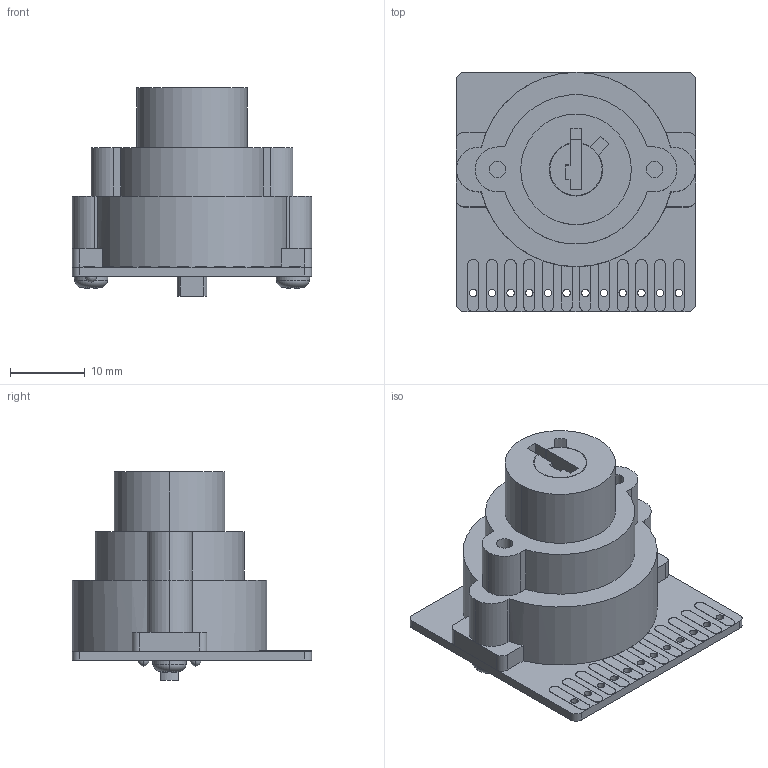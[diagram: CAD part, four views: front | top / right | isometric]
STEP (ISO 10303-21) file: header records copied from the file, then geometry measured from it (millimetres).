
FILE_DESCRIPTION (( 'STEP AP203' ), '1' );
FILE_NAME ('S-510-1.STEP', '2018-12-17T06:11:16', ( '' ), ( '' ), 'SwSTEP 2.0', 'SolidWorks 2014', '' );
FILE_SCHEMA (( 'CONFIG_CONTROL_DESIGN' ));
Length unit declared in the file: millimetre
Products named in the file (6): S-510-1_ケース_; S-510-1_M2.6蜡诉輦葌讉藗禵; S-510-1_ローター_; S-510-1; S-510-1_基板_; S-510-1_裏蓋_
Assembly tree (6 placements, depth 2):
  S-510-1
    S-510-1_基板_
    S-510-1_ケース_
    S-510-1_ローター_
    S-510-1_裏蓋_
    S-510-1_M2.6蜡诉輦葌讉藗禵  x2
Bounding box: 32 x 32 x 27.9 mm (x, y, z)
Volume: 8424.1 mm3; surface area: 9586.1 mm2
Topology: 6 solids, 6 shells, 379 faces, 1019 edges, 669 vertices
Faces by surface type: plane 187, cylinder 172, sphere 8, cone 8, torus 4
Entity records: 11658 total; most frequent: DIRECTION 2000, CARTESIAN_POINT 1957, ORIENTED_EDGE 1850, EDGE_CURVE 925, AXIS2_PLACEMENT_3D 740, VERTEX_POINT 609, VECTOR 520, LINE 520
